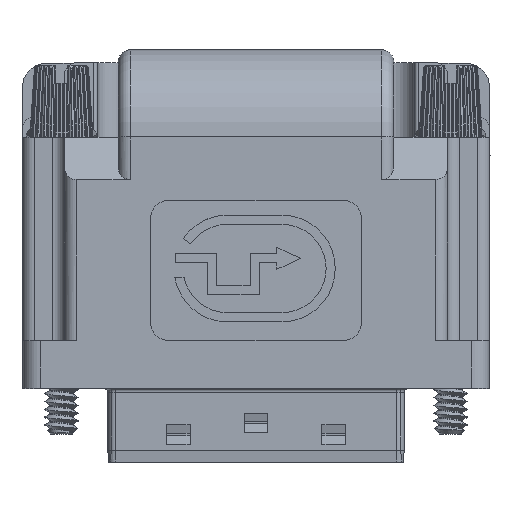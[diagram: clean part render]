
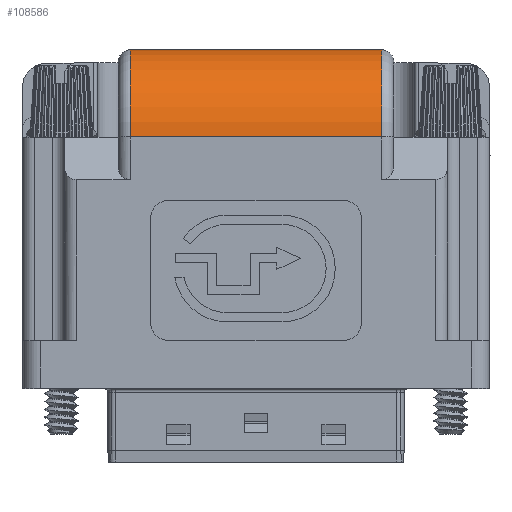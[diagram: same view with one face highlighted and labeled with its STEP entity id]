
A CAD part, top view. The second image highlights one B-rep face of the part: STEP entity #108586.
In plain terms, the highlighted cylindrical face has radius 7.3 mm (diameter 14.6 mm), a partial arc.
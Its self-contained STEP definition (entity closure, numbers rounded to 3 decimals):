
#1281 = CARTESIAN_POINT ( 'NONE',  ( -11.5, -7.8, 21. ) ) ;
#1282 = DIRECTION ( 'NONE',  ( -1., 0., 0. ) ) ;
#2178 = LINE ( 'NONE', #1281, #2181 ) ;
#2181 = VECTOR ( 'NONE', #1282, 1000. ) ;
#5565 = LINE ( 'NONE', #8823, #5568 ) ;
#5568 = VECTOR ( 'NONE', #8828, 1000. ) ;
#6015 = FACE_OUTER_BOUND ( 'NONE', #82588, .T. ) ;
#6018 = CYLINDRICAL_SURFACE ( 'NONE', #118725, 7.3 ) ;
#8430 = CARTESIAN_POINT ( 'NONE',  ( -10.5, -0.5, 28.3 ) ) ;
#8431 = CARTESIAN_POINT ( 'NONE',  ( 10.5, -0.5, 28.3 ) ) ;
#8823 = CARTESIAN_POINT ( 'NONE',  ( 11.5, -0.5, 28.3 ) ) ;
#8828 = DIRECTION ( 'NONE',  ( 1., 0., 0. ) ) ;
#14205 = CARTESIAN_POINT ( 'NONE',  ( -10.5, -7.8, 21. ) ) ;
#14232 = CARTESIAN_POINT ( 'NONE',  ( 10.5, -7.8, 21. ) ) ;
#15673 = DIRECTION ( 'NONE',  ( -1., 0., 0. ) ) ;
#15674 = DIRECTION ( 'NONE',  ( 0., -1., 0. ) ) ;
#15677 = CARTESIAN_POINT ( 'NONE',  ( 0., -0.5, 21. ) ) ;
#38397 = AXIS2_PLACEMENT_3D ( 'NONE', #115882, #115883, #115884 ) ;
#38399 = AXIS2_PLACEMENT_3D ( 'NONE', #115885, #115886, #115887 ) ;
#81639 = ORIENTED_EDGE ( 'NONE', *, *, #107310, .F. ) ;
#81641 = ORIENTED_EDGE ( 'NONE', *, *, #95070, .T. ) ;
#81644 = ORIENTED_EDGE ( 'NONE', *, *, #99876, .F. ) ;
#81646 = ORIENTED_EDGE ( 'NONE', *, *, #95071, .T. ) ;
#82588 = EDGE_LOOP ( 'NONE', ( #81639, #81641, #81644, #81646 ) ) ;
#87637 = VERTEX_POINT ( 'NONE', #14205 ) ;
#87683 = VERTEX_POINT ( 'NONE', #14232 ) ;
#95070 = EDGE_CURVE ( 'NONE', #102711, #87637, #103986, .T. ) ;
#95071 = EDGE_CURVE ( 'NONE', #87683, #102712, #103988, .T. ) ;
#99876 = EDGE_CURVE ( 'NONE', #87683, #87637, #2178, .T. ) ;
#102711 = VERTEX_POINT ( 'NONE', #8430 ) ;
#102712 = VERTEX_POINT ( 'NONE', #8431 ) ;
#103986 = CIRCLE ( 'NONE', #38397, 7.3 ) ;
#103988 = CIRCLE ( 'NONE', #38399, 7.3 ) ;
#107310 = EDGE_CURVE ( 'NONE', #102711, #102712, #5565, .T. ) ;
#108586 = ADVANCED_FACE ( 'NONE', ( #6015 ), #6018, .T. ) ;
#115882 = CARTESIAN_POINT ( 'NONE',  ( -10.5, -0.5, 21. ) ) ;
#115883 = DIRECTION ( 'NONE',  ( 1., 0., 0. ) ) ;
#115884 = DIRECTION ( 'NONE',  ( 0., 1., 0. ) ) ;
#115885 = CARTESIAN_POINT ( 'NONE',  ( 10.5, -0.5, 21. ) ) ;
#115886 = DIRECTION ( 'NONE',  ( -1., 0., 0. ) ) ;
#115887 = DIRECTION ( 'NONE',  ( 0., 1., 0. ) ) ;
#118725 = AXIS2_PLACEMENT_3D ( 'NONE', #15677, #15673, #15674 ) ;
